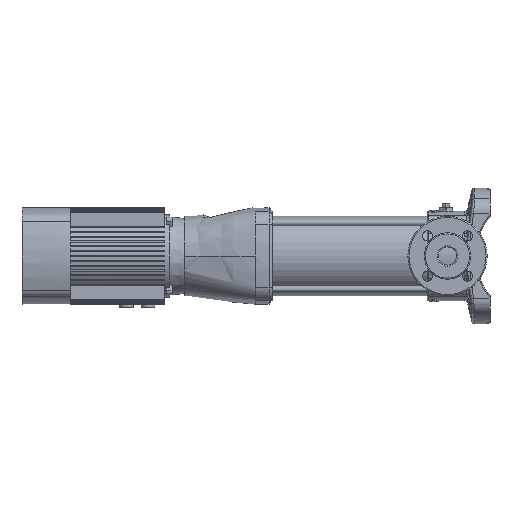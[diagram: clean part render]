
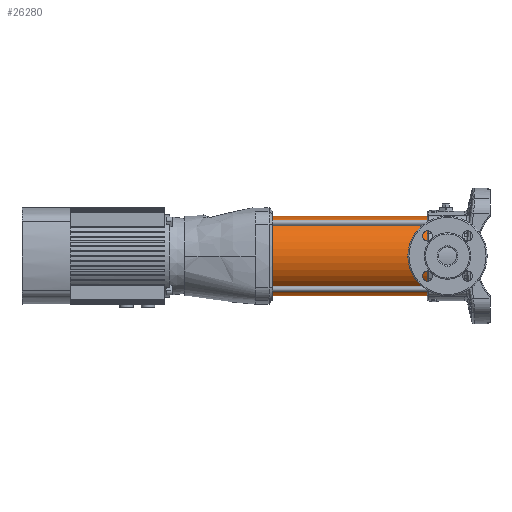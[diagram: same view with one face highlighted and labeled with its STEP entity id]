
A CAD part, left-side view. The second image highlights one B-rep face of the part: STEP entity #26280.
In plain terms, the highlighted cylindrical face has radius 70 mm (diameter 140 mm), a partial arc.
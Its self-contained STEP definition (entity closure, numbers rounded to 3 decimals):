
#1108 = CARTESIAN_POINT ( 'NONE',  ( 0., 384., 0. ) ) ;
#2090 = VERTEX_POINT ( 'NONE', #61667 ) ;
#8102 = VERTEX_POINT ( 'NONE', #25422 ) ;
#8917 = CARTESIAN_POINT ( 'NONE',  ( 0., 384., 0. ) ) ;
#9190 = LINE ( 'NONE', #10215, #63575 ) ;
#10215 = CARTESIAN_POINT ( 'NONE',  ( 0., 384., 70. ) ) ;
#13084 = EDGE_CURVE ( 'NONE', #8102, #49698, #52877, .T. ) ;
#13396 = CIRCLE ( 'NONE', #27730, 70. ) ;
#15138 = DIRECTION ( 'NONE',  ( 0., 1., 0. ) ) ;
#16937 = VECTOR ( 'NONE', #61993, 1000. ) ;
#18259 = ORIENTED_EDGE ( 'NONE', *, *, #53533, .T. ) ;
#18746 = EDGE_LOOP ( 'NONE', ( #61266, #21769, #21080, #18259 ) ) ;
#20223 = DIRECTION ( 'NONE',  ( 0., -1., 0. ) ) ;
#21080 = ORIENTED_EDGE ( 'NONE', *, *, #57149, .T. ) ;
#21769 = ORIENTED_EDGE ( 'NONE', *, *, #13084, .F. ) ;
#25422 = CARTESIAN_POINT ( 'NONE',  ( 0., 384., -70. ) ) ;
#26280 = ADVANCED_FACE ( 'NONE', ( #31892 ), #58440, .T. ) ;
#27730 = AXIS2_PLACEMENT_3D ( 'NONE', #58971, #32765, #42809 ) ;
#30969 = CARTESIAN_POINT ( 'NONE',  ( 0., 384., -70. ) ) ;
#31892 = FACE_OUTER_BOUND ( 'NONE', #18746, .T. ) ;
#32765 = DIRECTION ( 'NONE',  ( 0., 1., 0. ) ) ;
#36150 = LINE ( 'NONE', #30969, #16937 ) ;
#38536 = EDGE_CURVE ( 'NONE', #49698, #48040, #9190, .T. ) ;
#42809 = DIRECTION ( 'NONE',  ( 0., 0., 1. ) ) ;
#42936 = DIRECTION ( 'NONE',  ( 0., -1., 0. ) ) ;
#45782 = CARTESIAN_POINT ( 'NONE',  ( 0., 384., 70. ) ) ;
#48040 = VERTEX_POINT ( 'NONE', #57703 ) ;
#49698 = VERTEX_POINT ( 'NONE', #45782 ) ;
#51047 = DIRECTION ( 'NONE',  ( 0., 0., 1. ) ) ;
#52877 = CIRCLE ( 'NONE', #61658, 70. ) ;
#53533 = EDGE_CURVE ( 'NONE', #2090, #48040, #13396, .T. ) ;
#57149 = EDGE_CURVE ( 'NONE', #8102, #2090, #36150, .T. ) ;
#57703 = CARTESIAN_POINT ( 'NONE',  ( 0., 111., 70. ) ) ;
#58440 = CYLINDRICAL_SURFACE ( 'NONE', #67126, 70. ) ;
#58971 = CARTESIAN_POINT ( 'NONE',  ( 0., 111., 0. ) ) ;
#59107 = DIRECTION ( 'NONE',  ( 0., 0., -1. ) ) ;
#61266 = ORIENTED_EDGE ( 'NONE', *, *, #38536, .F. ) ;
#61658 = AXIS2_PLACEMENT_3D ( 'NONE', #8917, #15138, #51047 ) ;
#61667 = CARTESIAN_POINT ( 'NONE',  ( 0., 111., -70. ) ) ;
#61993 = DIRECTION ( 'NONE',  ( 0., -1., 0. ) ) ;
#63575 = VECTOR ( 'NONE', #20223, 1000. ) ;
#67126 = AXIS2_PLACEMENT_3D ( 'NONE', #1108, #42936, #59107 ) ;
